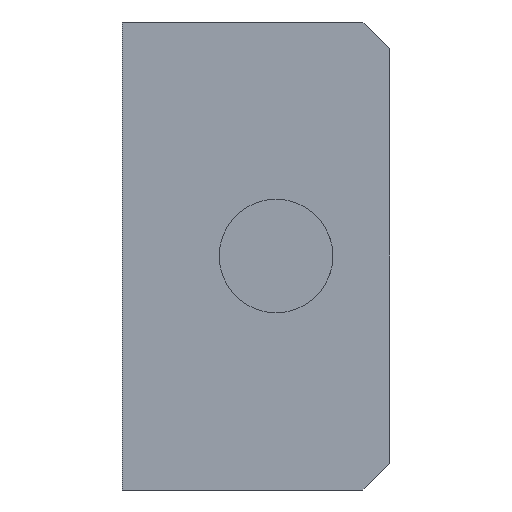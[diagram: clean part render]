
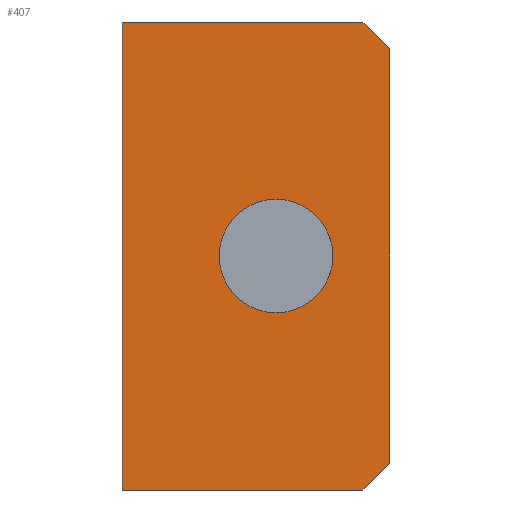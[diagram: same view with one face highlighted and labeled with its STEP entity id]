
A CAD part, front view. The second image highlights one B-rep face of the part: STEP entity #407.
In plain terms, the highlighted planar face has unit normal (0, -1, 0).
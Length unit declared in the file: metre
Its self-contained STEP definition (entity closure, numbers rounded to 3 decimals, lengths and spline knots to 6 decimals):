
#31=CIRCLE('',#452,0.00425);
#71=ORIENTED_EDGE('',*,*,#179,.F.);
#72=ORIENTED_EDGE('',*,*,#180,.T.);
#73=ORIENTED_EDGE('',*,*,#177,.T.);
#74=ORIENTED_EDGE('',*,*,#181,.F.);
#75=ORIENTED_EDGE('',*,*,#182,.F.);
#76=ORIENTED_EDGE('',*,*,#183,.T.);
#77=ORIENTED_EDGE('',*,*,#184,.F.);
#177=EDGE_CURVE('',#231,#230,#265,.T.);
#179=EDGE_CURVE('',#232,#233,#267,.T.);
#180=EDGE_CURVE('',#232,#231,#268,.F.);
#181=EDGE_CURVE('',#234,#230,#269,.T.);
#182=EDGE_CURVE('',#235,#234,#270,.T.);
#183=EDGE_CURVE('',#235,#233,#271,.T.);
#184=EDGE_CURVE('',#236,#236,#31,.T.);
#230=VERTEX_POINT('',#651);
#231=VERTEX_POINT('',#653);
#232=VERTEX_POINT('',#657);
#233=VERTEX_POINT('',#658);
#234=VERTEX_POINT('',#661);
#235=VERTEX_POINT('',#663);
#236=VERTEX_POINT('',#666);
#265=LINE('',#652,#301);
#267=LINE('',#656,#303);
#268=LINE('',#659,#304);
#269=LINE('',#660,#305);
#270=LINE('',#662,#306);
#271=LINE('',#664,#307);
#301=VECTOR('',#522,1.);
#303=VECTOR('',#526,1.);
#304=VECTOR('',#527,1.);
#305=VECTOR('',#528,1.);
#306=VECTOR('',#529,1.);
#307=VECTOR('',#530,1.);
#328=EDGE_LOOP('',(#71,#72,#73,#74,#75,#76));
#329=EDGE_LOOP('',(#77));
#362=FACE_BOUND('',#328,.T.);
#363=FACE_BOUND('',#329,.T.);
#394=PLANE('',#451);
#407=ADVANCED_FACE('',(#362,#363),#394,.T.);
#451=AXIS2_PLACEMENT_3D('',#655,#524,#525);
#452=AXIS2_PLACEMENT_3D('',#665,#531,#532);
#522=DIRECTION('',(-1.,0.,0.));
#524=DIRECTION('',(0.,-1.,0.));
#525=DIRECTION('',(0.,0.,-1.));
#526=DIRECTION('',(0.,0.,-1.));
#527=DIRECTION('',(0.707,0.,-0.707));
#528=DIRECTION('',(0.,0.,1.));
#529=DIRECTION('',(-1.,0.,0.));
#530=DIRECTION('',(0.707,0.,0.707));
#531=DIRECTION('',(0.,-1.,0.));
#532=DIRECTION('',(0.,0.,-1.));
#651=CARTESIAN_POINT('',(0.02,0.,0.035));
#652=CARTESIAN_POINT('',(0.027,0.,0.035));
#653=CARTESIAN_POINT('',(0.038,0.,0.035));
#655=CARTESIAN_POINT('',(0.027,0.,0.0175));
#656=CARTESIAN_POINT('',(0.04,0.,0.0175));
#657=CARTESIAN_POINT('',(0.04,0.,0.033));
#658=CARTESIAN_POINT('',(0.04,0.,0.002));
#659=CARTESIAN_POINT('',(0.04125,0.,0.03175));
#660=CARTESIAN_POINT('',(0.02,0.,0.0175));
#661=CARTESIAN_POINT('',(0.02,0.,0.));
#662=CARTESIAN_POINT('',(0.027,0.,0.));
#663=CARTESIAN_POINT('',(0.038,0.,0.));
#664=CARTESIAN_POINT('',(0.04125,0.,0.00325));
#665=CARTESIAN_POINT('',(0.0315,0.,0.0175));
#666=CARTESIAN_POINT('',(0.0315,0.,0.01325));
